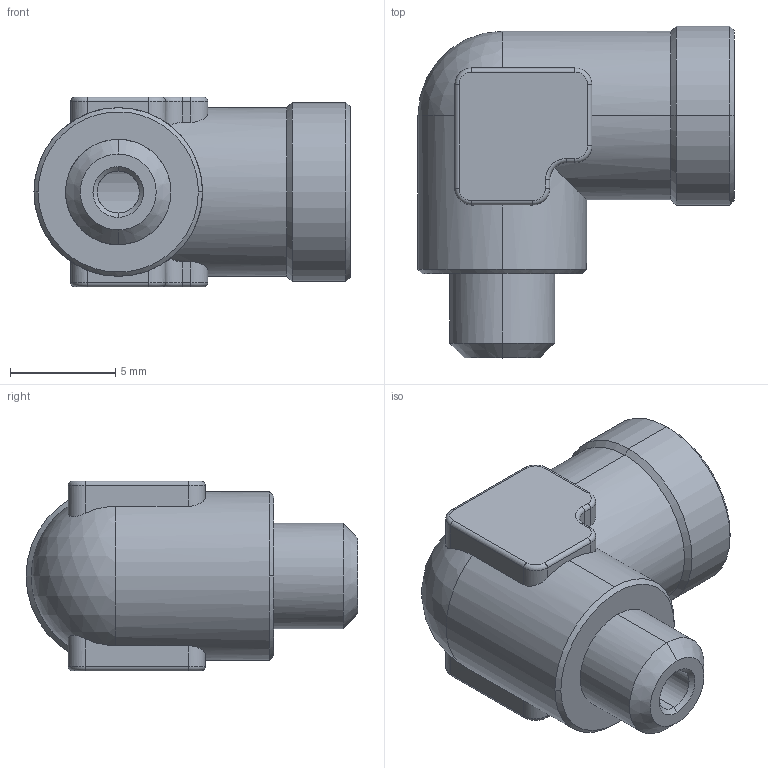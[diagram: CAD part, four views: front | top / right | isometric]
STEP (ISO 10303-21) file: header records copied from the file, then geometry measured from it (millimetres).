
FILE_DESCRIPTION(('STEP AP214'),'1');
FILE_NAME('0921_00_19.stp','2020-01-16T10:16:09',('TraceParts'),('TraceParts S.A.'),'Spatial InterOp 3D',' ',' ');
FILE_SCHEMA(('AUTOMOTIVE_DESIGN { 1 0 10303 214 1 1 1 1 }'));
Length unit declared in the file: millimetre
Products named in the file (1): 0921_00_19
Bounding box: 15 x 15.75 x 9 mm (x, y, z)
Volume: 770.9 mm3; surface area: 900.5 mm2
Topology: 1 solids, 1 shells, 84 faces, 204 edges, 122 vertices
Faces by surface type: cylinder 38, plane 17, cone 16, torus 12, sphere 1
Entity records: 3579 total; most frequent: CARTESIAN_POINT 984, ORIENTED_EDGE 404, DIRECTION 390, EDGE_CURVE 202, AXIS2_PLACEMENT_3D 152, VERTEX_POINT 122, EDGE_LOOP 88, LINE 86
